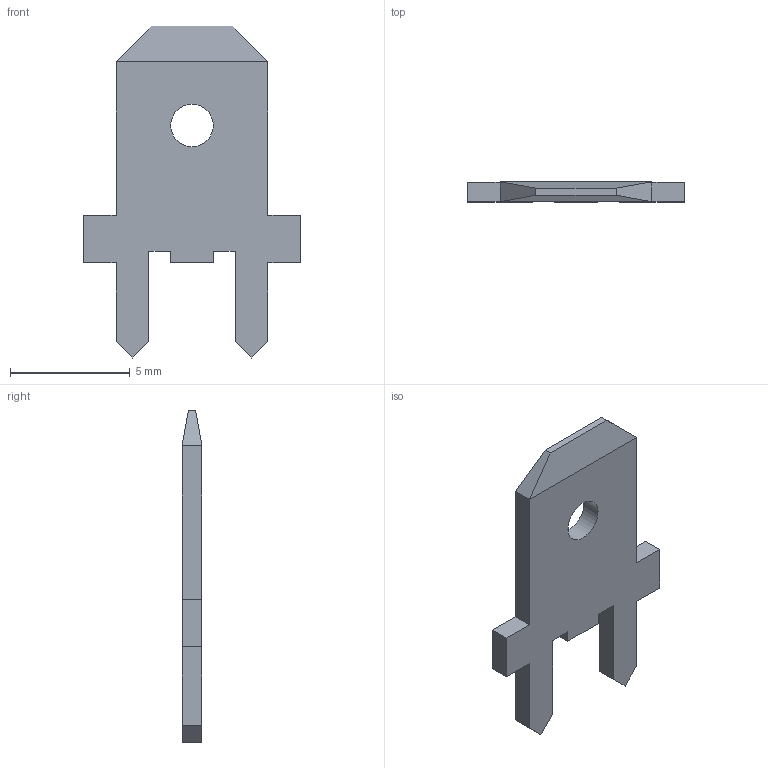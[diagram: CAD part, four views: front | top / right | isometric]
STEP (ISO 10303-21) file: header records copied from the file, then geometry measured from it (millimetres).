
FILE_DESCRIPTION(/* description */ ('STEP AP242','CAx-IF Rec.Pracs.---Representation and Presentation of Product Manufacturing Information (PMI)---4.0---2014-10-13','CAx-IF Rec.Pracs.---3D Tessellated Geometry---0.4---2014-09-14','2;1'),/* implementation_level */ '2;1');
FILE_NAME(/* name */ '65b3367ecac8940ccef85f2b',/* time_stamp */ '2024-01-26T04:35:11Z',/* author */ (''),/* organization */ (''),/* preprocessor_version */ 'ST-DEVELOPER v19.4',/* originating_system */ ' ',/* authorisation */ ' ');
FILE_SCHEMA (('AP242_MANAGED_MODEL_BASED_3D_ENGINEERING_MIM_LF { 1 0 10303 442 1 1 4 }'));
Length unit declared in the file: metre
Products named in the file (1): Plugin-connector
Bounding box: 9.09 x 0.83 x 13.89 mm (x, y, z)
Volume: 58.6 mm3; surface area: 190.9 mm2
Topology: 1 solids, 1 shells, 29 faces, 77 edges, 50 vertices
Faces by surface type: plane 28, cylinder 1
Full cylindrical faces by diameter (mm): 1.78 x1
Entity records: 902 total; most frequent: CARTESIAN_POINT 156, ORIENTED_EDGE 152, DIRECTION 138, EDGE_CURVE 76, LINE 74, VECTOR 74, VERTEX_POINT 50, EDGE_LOOP 32
